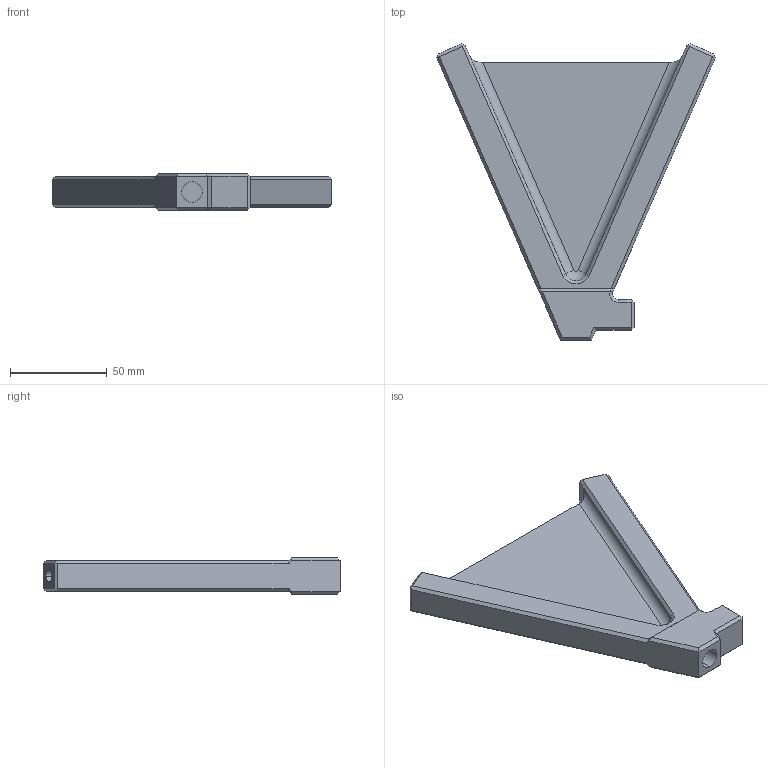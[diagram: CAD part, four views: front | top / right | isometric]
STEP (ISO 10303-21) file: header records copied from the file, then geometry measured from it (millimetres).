
FILE_DESCRIPTION (( 'STEP AP203' ), '1' );
FILE_NAME ('TR AV INF 19mm.STEP', '2023-09-25T18:46:17', ( '' ), ( '' ), 'SwSTEP 2.0', 'SolidWorks 2018', '' );
FILE_SCHEMA (( 'CONFIG_CONTROL_DESIGN' ));
Length unit declared in the file: millimetre
Products named in the file (1): TR AV INF 19mm
Bounding box: 143.79 x 152.83 x 19 mm (x, y, z)
Volume: 109751.6 mm3; surface area: 34558.1 mm2
Topology: 1 solids, 1 shells, 82 faces, 210 edges, 134 vertices
Faces by surface type: plane 58, cylinder 15, cone 5, bspline 2, torus 2
Entity records: 2591 total; most frequent: CARTESIAN_POINT 545, ORIENTED_EDGE 420, DIRECTION 386, EDGE_CURVE 210, LINE 160, VECTOR 160, VERTEX_POINT 134, AXIS2_PLACEMENT_3D 113
